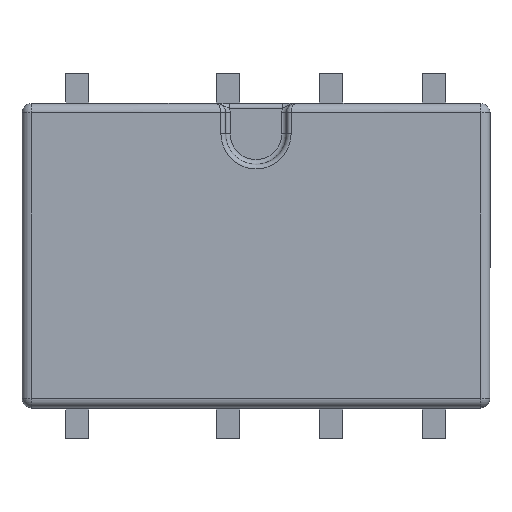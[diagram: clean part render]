
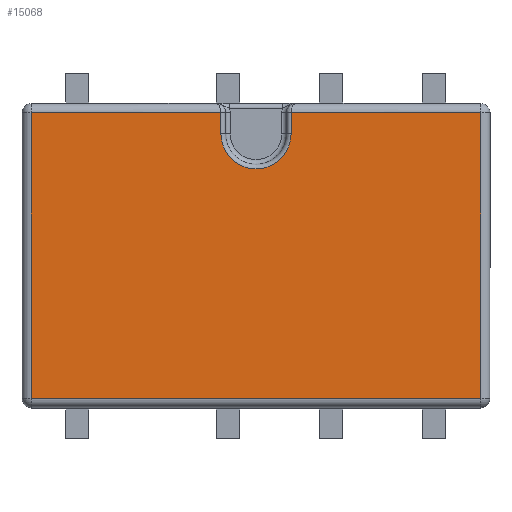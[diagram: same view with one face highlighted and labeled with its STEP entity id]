
A CAD part, top view. The second image highlights one B-rep face of the part: STEP entity #15068.
In plain terms, the highlighted planar face has unit normal (0, 0, 1).
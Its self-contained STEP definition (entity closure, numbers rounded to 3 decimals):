
#98 = ORIENTED_EDGE ( 'NONE', *, *, #115, .T. ) ;
#115 = EDGE_CURVE ( 'NONE', #11744, #14352, #6871, .T. ) ;
#266 = VERTEX_POINT ( 'NONE', #11532 ) ;
#304 = AXIS2_PLACEMENT_3D ( 'NONE', #14443, #5012, #11327 ) ;
#338 = CARTESIAN_POINT ( 'NONE',  ( 0.75, 2.6, 5.2 ) ) ;
#435 = CARTESIAN_POINT ( 'NONE',  ( -0.75, 3.05, 5.2 ) ) ;
#494 = EDGE_CURVE ( 'NONE', #8478, #14992, #11502, .T. ) ;
#995 = VECTOR ( 'NONE', #16554, 1000. ) ;
#1492 = VECTOR ( 'NONE', #8725, 1000. ) ;
#1543 = ORIENTED_EDGE ( 'NONE', *, *, #494, .T. ) ;
#1949 = ORIENTED_EDGE ( 'NONE', *, *, #13304, .T. ) ;
#2554 = EDGE_CURVE ( 'NONE', #5736, #18812, #12668, .T. ) ;
#3245 = VERTEX_POINT ( 'NONE', #435 ) ;
#4492 = DIRECTION ( 'NONE',  ( 1., 0., 0. ) ) ;
#4612 = PLANE ( 'NONE',  #4826 ) ;
#4826 = AXIS2_PLACEMENT_3D ( 'NONE', #10830, #18839, #20288 ) ;
#5012 = DIRECTION ( 'NONE',  ( 0., 0., -1. ) ) ;
#5126 = DIRECTION ( 'NONE',  ( -1., 0., 0. ) ) ;
#5736 = VERTEX_POINT ( 'NONE', #17890 ) ;
#6636 = EDGE_CURVE ( 'NONE', #266, #5736, #6894, .T. ) ;
#6645 = DIRECTION ( 'NONE',  ( -1., 0., 0. ) ) ;
#6871 = CIRCLE ( 'NONE', #304, 0.75 ) ;
#6894 = LINE ( 'NONE', #11656, #995 ) ;
#7215 = CARTESIAN_POINT ( 'NONE',  ( 0.75, 3.05, 5.2 ) ) ;
#7790 = DIRECTION ( 'NONE',  ( 0., 1., 0. ) ) ;
#8359 = EDGE_CURVE ( 'NONE', #18812, #8478, #10881, .T. ) ;
#8478 = VERTEX_POINT ( 'NONE', #13458 ) ;
#8725 = DIRECTION ( 'NONE',  ( 0., 1., 0. ) ) ;
#9205 = ORIENTED_EDGE ( 'NONE', *, *, #6636, .T. ) ;
#9368 = CARTESIAN_POINT ( 'NONE',  ( 4.8, 3.25, 5.2 ) ) ;
#9839 = LINE ( 'NONE', #338, #19412 ) ;
#10449 = ORIENTED_EDGE ( 'NONE', *, *, #2554, .T. ) ;
#10550 = VECTOR ( 'NONE', #4492, 1000. ) ;
#10830 = CARTESIAN_POINT ( 'NONE',  ( 0., 0., 5.2 ) ) ;
#10881 = LINE ( 'NONE', #9368, #13235 ) ;
#10928 = FACE_OUTER_BOUND ( 'NONE', #20157, .T. ) ;
#11327 = DIRECTION ( 'NONE',  ( 1., 0., 0. ) ) ;
#11502 = LINE ( 'NONE', #16310, #15000 ) ;
#11532 = CARTESIAN_POINT ( 'NONE',  ( -4.8, 3.05, 5.2 ) ) ;
#11656 = CARTESIAN_POINT ( 'NONE',  ( -4.8, -3.25, 5.2 ) ) ;
#11707 = CARTESIAN_POINT ( 'NONE',  ( 4.8, -3.05, 5.2 ) ) ;
#11744 = VERTEX_POINT ( 'NONE', #12665 ) ;
#12665 = CARTESIAN_POINT ( 'NONE',  ( 0.75, 2.6, 5.2 ) ) ;
#12668 = LINE ( 'NONE', #17067, #10550 ) ;
#12917 = DIRECTION ( 'NONE',  ( 0., -1., 0. ) ) ;
#12995 = CARTESIAN_POINT ( 'NONE',  ( -5., 3.05, 5.2 ) ) ;
#13235 = VECTOR ( 'NONE', #7790, 1000. ) ;
#13304 = EDGE_CURVE ( 'NONE', #3245, #266, #17581, .T. ) ;
#13458 = CARTESIAN_POINT ( 'NONE',  ( 4.8, 3.05, 5.2 ) ) ;
#14352 = VERTEX_POINT ( 'NONE', #19964 ) ;
#14443 = CARTESIAN_POINT ( 'NONE',  ( 0., 2.6, 5.2 ) ) ;
#14813 = ORIENTED_EDGE ( 'NONE', *, *, #18905, .T. ) ;
#14829 = LINE ( 'NONE', #19718, #1492 ) ;
#14992 = VERTEX_POINT ( 'NONE', #7215 ) ;
#15000 = VECTOR ( 'NONE', #6645, 1000. ) ;
#15068 = ADVANCED_FACE ( 'NONE', ( #10928 ), #4612, .T. ) ;
#16310 = CARTESIAN_POINT ( 'NONE',  ( 0.65, 3.05, 5.2 ) ) ;
#16554 = DIRECTION ( 'NONE',  ( 0., -1., 0. ) ) ;
#16976 = ORIENTED_EDGE ( 'NONE', *, *, #8359, .T. ) ;
#17067 = CARTESIAN_POINT ( 'NONE',  ( 5., -3.05, 5.2 ) ) ;
#17581 = LINE ( 'NONE', #12995, #17933 ) ;
#17659 = ORIENTED_EDGE ( 'NONE', *, *, #19951, .T. ) ;
#17890 = CARTESIAN_POINT ( 'NONE',  ( -4.8, -3.05, 5.2 ) ) ;
#17933 = VECTOR ( 'NONE', #5126, 1000. ) ;
#18812 = VERTEX_POINT ( 'NONE', #11707 ) ;
#18839 = DIRECTION ( 'NONE',  ( 0., 0., 1. ) ) ;
#18905 = EDGE_CURVE ( 'NONE', #14352, #3245, #14829, .T. ) ;
#19412 = VECTOR ( 'NONE', #12917, 1000. ) ;
#19718 = CARTESIAN_POINT ( 'NONE',  ( -0.75, 3.05, 5.2 ) ) ;
#19951 = EDGE_CURVE ( 'NONE', #14992, #11744, #9839, .T. ) ;
#19964 = CARTESIAN_POINT ( 'NONE',  ( -0.75, 2.6, 5.2 ) ) ;
#20157 = EDGE_LOOP ( 'NONE', ( #98, #14813, #1949, #9205, #10449, #16976, #1543, #17659 ) ) ;
#20288 = DIRECTION ( 'NONE',  ( 1., 0., 0. ) ) ;
